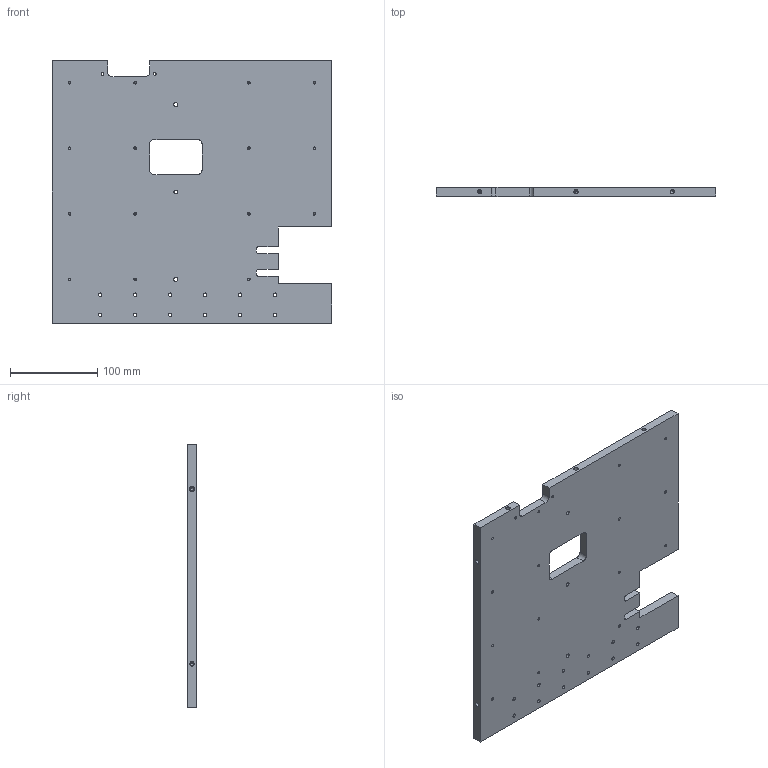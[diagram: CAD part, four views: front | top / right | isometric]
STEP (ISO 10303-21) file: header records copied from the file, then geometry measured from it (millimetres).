
FILE_DESCRIPTION (( 'STEP AP203' ), '1' );
FILE_NAME ('20-019363.step', '2022-03-18T14:01:33', ( '' ), ( '' ), 'SwSTEP 2.0', 'SolidWorks 2021', '' );
FILE_SCHEMA (( 'CONFIG_CONTROL_DESIGN' ));
Length unit declared in the file: millimetre
Products named in the file (1): 20-019363
Bounding box: 320 x 10 x 300 mm (x, y, z)
Volume: 877994 mm3; surface area: 198509.7 mm2
Topology: 1 solids, 1 shells, 265 faces, 646 edges, 386 vertices
Faces by surface type: cylinder 154, cone 56, plane 55
Entity records: 7629 total; most frequent: DIRECTION 1438, CARTESIAN_POINT 1246, ORIENTED_EDGE 1188, EDGE_CURVE 594, AXIS2_PLACEMENT_3D 578, VERTEX_POINT 386, EDGE_LOOP 356, CIRCLE 312
